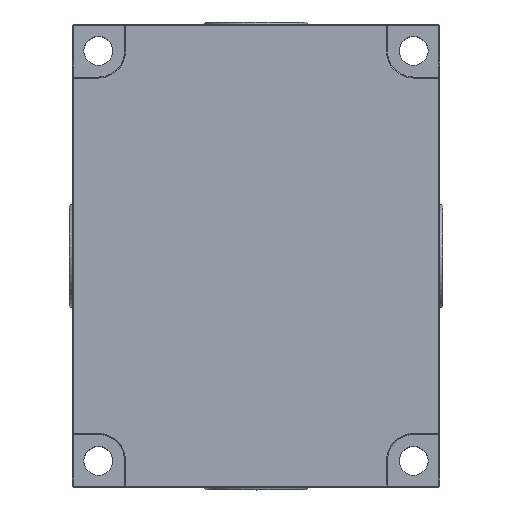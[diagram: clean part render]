
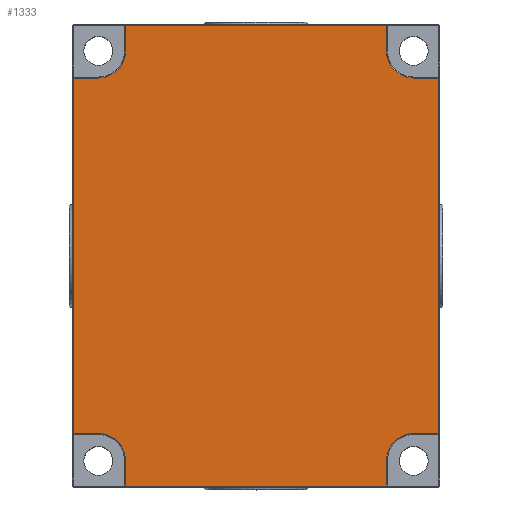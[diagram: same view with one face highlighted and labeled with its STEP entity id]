
A CAD part, top view. The second image highlights one B-rep face of the part: STEP entity #1333.
In plain terms, the highlighted planar face has unit normal (0, 0, 1).
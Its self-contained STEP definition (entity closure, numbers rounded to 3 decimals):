
#1333=ADVANCED_FACE('',(#2716),#2717,.T.);
#2716=FACE_OUTER_BOUND('',#5616,.T.);
#2717=PLANE('',#5617);
#5616=EDGE_LOOP('',(#8636,#8637,#8638,#8639,#8640,#8641,#8642,#8643,#8644,#8645,#8646,#8647,#8648,#8649,#8650,#8651));
#5617=AXIS2_PLACEMENT_3D('',#8652,#8653,#8654);
#8636=ORIENTED_EDGE('',*,*,#9790,.F.);
#8637=ORIENTED_EDGE('',*,*,#9796,.F.);
#8638=ORIENTED_EDGE('',*,*,#9809,.F.);
#8639=ORIENTED_EDGE('',*,*,#9822,.F.);
#8640=ORIENTED_EDGE('',*,*,#9838,.F.);
#8641=ORIENTED_EDGE('',*,*,#9852,.F.);
#8642=ORIENTED_EDGE('',*,*,#9877,.F.);
#8643=ORIENTED_EDGE('',*,*,#9910,.F.);
#8644=ORIENTED_EDGE('',*,*,#9940,.F.);
#8645=ORIENTED_EDGE('',*,*,#9927,.F.);
#8646=ORIENTED_EDGE('',*,*,#9894,.F.);
#8647=ORIENTED_EDGE('',*,*,#9860,.F.);
#8648=ORIENTED_EDGE('',*,*,#9846,.F.);
#8649=ORIENTED_EDGE('',*,*,#9829,.F.);
#8650=ORIENTED_EDGE('',*,*,#9816,.F.);
#8651=ORIENTED_EDGE('',*,*,#9804,.F.);
#8652=CARTESIAN_POINT('',(0.,0.,25.0));
#8653=DIRECTION('',(0.0,0.0,1.0));
#8654=DIRECTION('',(1.0,-0.0,0.0));
#9790=EDGE_CURVE('',#11464,#11459,#11469,.T.);
#9796=EDGE_CURVE('',#11476,#11464,#11478,.T.);
#9804=EDGE_CURVE('',#11459,#11485,#11489,.T.);
#9809=EDGE_CURVE('',#11494,#11476,#11496,.T.);
#9816=EDGE_CURVE('',#11485,#11501,#11505,.T.);
#9822=EDGE_CURVE('',#11436,#11494,#11512,.T.);
#9829=EDGE_CURVE('',#11501,#11427,#11520,.T.);
#9838=EDGE_CURVE('',#11420,#11436,#11529,.T.);
#9846=EDGE_CURVE('',#11427,#11415,#11537,.T.);
#9852=EDGE_CURVE('',#11544,#11420,#11546,.T.);
#9860=EDGE_CURVE('',#11415,#11553,#11557,.T.);
#9877=EDGE_CURVE('',#11578,#11544,#11580,.T.);
#9894=EDGE_CURVE('',#11553,#11599,#11603,.T.);
#9910=EDGE_CURVE('',#11340,#11578,#11623,.T.);
#9927=EDGE_CURVE('',#11599,#11331,#11644,.T.);
#9940=EDGE_CURVE('',#11331,#11340,#11659,.T.);
#11331=VERTEX_POINT('',#13543);
#11340=VERTEX_POINT('',#13557);
#11415=VERTEX_POINT('',#13671);
#11420=VERTEX_POINT('',#13678);
#11427=VERTEX_POINT('',#13689);
#11436=VERTEX_POINT('',#13703);
#11459=VERTEX_POINT('',#13739);
#11464=VERTEX_POINT('',#13746);
#11469=LINE('',#13754,#13755);
#11476=VERTEX_POINT('',#13764);
#11478=LINE('',#13767,#13768);
#11485=VERTEX_POINT('',#13778);
#11489=LINE('',#13784,#13785);
#11494=VERTEX_POINT('',#13791);
#11496=CIRCLE('',#13794,5.2);
#11501=VERTEX_POINT('',#13800);
#11505=CIRCLE('',#13805,5.2);
#11512=LINE('',#13814,#13815);
#11520=LINE('',#13826,#13827);
#11529=LINE('',#13840,#13841);
#11537=LINE('',#13852,#13853);
#11544=VERTEX_POINT('',#13862);
#11546=LINE('',#13865,#13866);
#11553=VERTEX_POINT('',#13876);
#11557=LINE('',#13882,#13883);
#11578=VERTEX_POINT('',#13913);
#11580=CIRCLE('',#13916,5.2);
#11599=VERTEX_POINT('',#13943);
#11603=CIRCLE('',#13948,5.2);
#11623=LINE('',#13975,#13976);
#11644=LINE('',#14005,#14006);
#11659=LINE('',#14026,#14027);
#13543=CARTESIAN_POINT('',(24.8,-43.8,25.0));
#13557=CARTESIAN_POINT('',(-24.8,-43.8,25.0));
#13671=CARTESIAN_POINT('',(34.8,-33.8,25.0));
#13678=CARTESIAN_POINT('',(-34.8,-33.8,25.0));
#13689=CARTESIAN_POINT('',(34.8,33.8,25.0));
#13703=CARTESIAN_POINT('',(-34.8,33.8,25.0));
#13739=CARTESIAN_POINT('',(24.8,43.8,25.0));
#13746=CARTESIAN_POINT('',(-24.8,43.8,25.0));
#13754=CARTESIAN_POINT('',(-24.8,43.8,25.0));
#13755=VECTOR('',#15578,49.6);
#13764=CARTESIAN_POINT('',(-24.8,39.0,25.0));
#13767=CARTESIAN_POINT('',(-24.8,39.0,25.0));
#13768=VECTOR('',#15582,4.8);
#13778=CARTESIAN_POINT('',(24.8,39.0,25.0));
#13784=CARTESIAN_POINT('',(24.8,43.8,25.0));
#13785=VECTOR('',#15588,4.8);
#13791=CARTESIAN_POINT('',(-30.0,33.8,25.0));
#13794=AXIS2_PLACEMENT_3D('',#15591,#15592,#15593);
#13800=CARTESIAN_POINT('',(30.0,33.8,25.0));
#13805=AXIS2_PLACEMENT_3D('',#15602,#15603,#15604);
#13814=CARTESIAN_POINT('',(-34.8,33.8,25.0));
#13815=VECTOR('',#15607,4.8);
#13826=CARTESIAN_POINT('',(30.0,33.8,25.0));
#13827=VECTOR('',#15611,4.8);
#13840=CARTESIAN_POINT('',(-34.8,-33.8,25.0));
#13841=VECTOR('',#15616,67.6);
#13852=CARTESIAN_POINT('',(34.8,33.8,25.0));
#13853=VECTOR('',#15620,67.6);
#13862=CARTESIAN_POINT('',(-30.0,-33.8,25.0));
#13865=CARTESIAN_POINT('',(-30.0,-33.8,25.0));
#13866=VECTOR('',#15624,4.8);
#13876=CARTESIAN_POINT('',(30.0,-33.8,25.0));
#13882=CARTESIAN_POINT('',(34.8,-33.8,25.0));
#13883=VECTOR('',#15630,4.8);
#13913=CARTESIAN_POINT('',(-24.8,-39.0,25.0));
#13916=AXIS2_PLACEMENT_3D('',#15641,#15642,#15643);
#13943=CARTESIAN_POINT('',(24.8,-39.0,25.0));
#13948=AXIS2_PLACEMENT_3D('',#15659,#15660,#15661);
#13975=CARTESIAN_POINT('',(-24.8,-43.8,25.0));
#13976=VECTOR('',#15675,4.8);
#14005=CARTESIAN_POINT('',(24.8,-39.0,25.0));
#14006=VECTOR('',#15690,4.8);
#14026=CARTESIAN_POINT('',(24.8,-43.8,25.0));
#14027=VECTOR('',#15702,49.6);
#15578=DIRECTION('',(1.0,0.0,0.0));
#15582=DIRECTION('',(0.0,1.0,0.0));
#15588=DIRECTION('',(0.0,-1.0,0.0));
#15591=CARTESIAN_POINT('',(-30.0,39.0,25.0));
#15592=DIRECTION('',(0.0,0.0,1.0));
#15593=DIRECTION('',(0.0,-1.0,0.0));
#15602=CARTESIAN_POINT('',(30.0,39.0,25.0));
#15603=DIRECTION('',(0.0,0.0,1.0));
#15604=DIRECTION('',(-1.0,0.0,0.0));
#15607=DIRECTION('',(1.0,0.0,0.0));
#15611=DIRECTION('',(1.0,0.0,0.0));
#15616=DIRECTION('',(0.0,1.0,0.0));
#15620=DIRECTION('',(0.0,-1.0,0.0));
#15624=DIRECTION('',(-1.0,0.0,0.0));
#15630=DIRECTION('',(-1.0,0.0,0.0));
#15641=CARTESIAN_POINT('',(-30.0,-39.0,25.0));
#15642=DIRECTION('',(0.0,0.0,1.0));
#15643=DIRECTION('',(1.0,0.0,0.0));
#15659=CARTESIAN_POINT('',(30.0,-39.0,25.0));
#15660=DIRECTION('',(0.0,-0.0,1.0));
#15661=DIRECTION('',(0.0,1.0,0.0));
#15675=DIRECTION('',(0.0,1.0,0.0));
#15690=DIRECTION('',(0.0,-1.0,0.0));
#15702=DIRECTION('',(-1.0,0.0,0.0));
